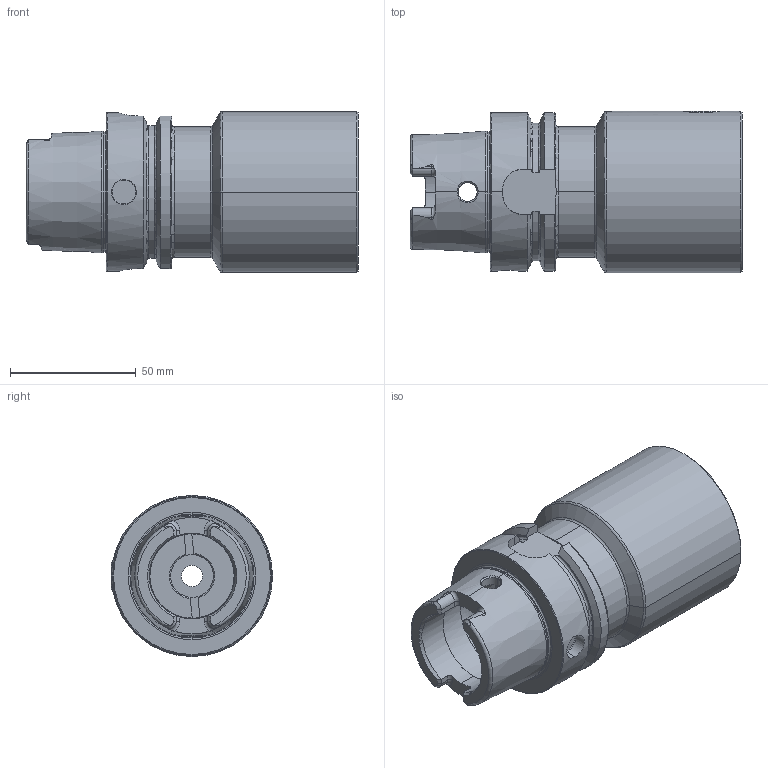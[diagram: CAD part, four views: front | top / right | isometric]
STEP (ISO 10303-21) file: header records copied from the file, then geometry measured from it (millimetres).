
FILE_DESCRIPTION (( 'STEP AP203' ), '1' );
FILE_NAME ('144.806.064.100.STEP', '2020-02-11T06:15:22', ( '' ), ( '' ), 'SwSTEP 2.0', 'SolidWorks 2017', '' );
FILE_SCHEMA (( 'CONFIG_CONTROL_DESIGN' ));
Length unit declared in the file: millimetre
Products named in the file (4): 144.806.064.100; HA6-ST6.K01.100_B_Fertigbearbeitung; ST6-ER4.002.014_A; ST6-ER1.001.018_A
Assembly tree (3 placements, depth 2):
  144.806.064.100
    HA6-ST6.K01.100_B_Fertigbearbeitung
    ST6-ER1.001.018_A
    ST6-ER4.002.014_A
Bounding box: 131.9 x 64 x 64 mm (x, y, z)
Volume: 241056.2 mm3; surface area: 50489.6 mm2
Topology: 3 solids, 3 shells, 269 faces, 694 edges, 430 vertices
Faces by surface type: plane 81, cylinder 70, cone 54, torus 50, bspline 14
Entity records: 10466 total; most frequent: CARTESIAN_POINT 3692, ORIENTED_EDGE 1384, DIRECTION 1303, EDGE_CURVE 692, AXIS2_PLACEMENT_3D 532, VERTEX_POINT 430, EDGE_LOOP 280, CIRCLE 271
